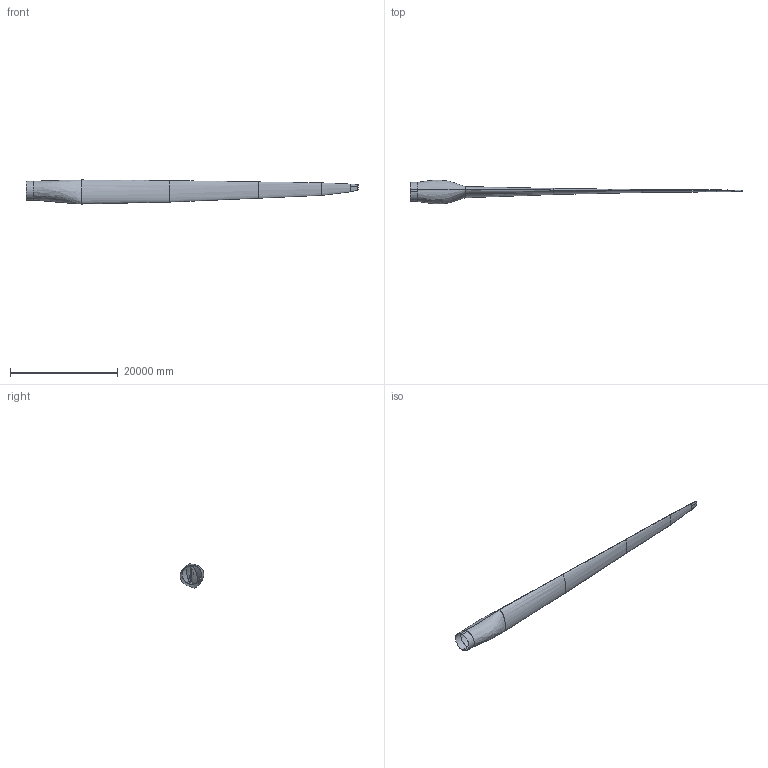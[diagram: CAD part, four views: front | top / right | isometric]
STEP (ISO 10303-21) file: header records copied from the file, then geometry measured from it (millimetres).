
FILE_DESCRIPTION (( 'STEP AP203' ), '1' );
FILE_NAME ('Blade_Default_sldprt.STEP', '2020-07-23T14:00:24', ( '' ), ( '' ), 'SwSTEP 2.0', 'SolidWorks 2020', '' );
FILE_SCHEMA (( 'CONFIG_CONTROL_DESIGN' ));
Products named in the file (1): Blade_Default_sldprt
Bounding box: 61496.5 x 4424.37 x 4453.76 mm (x, y, z)
Surface area: 981191049.5 mm2 (no closed solid volume)
Topology: 0 solids, 3 shells, 37 faces, 77 edges, 49 vertices
Faces by surface type: bspline 26, plane 9, cylinder 2
Entity records: 29262 total; most frequent: CARTESIAN_POINT 28614, ORIENTED_EDGE 152, EDGE_CURVE 77, B_SPLINE_CURVE_WITH_KNOTS 53, VERTEX_POINT 49, EDGE_LOOP 45, DIRECTION 40, ADVANCED_FACE 37
